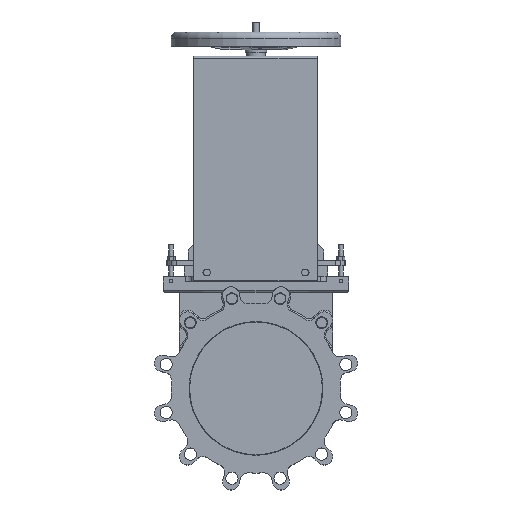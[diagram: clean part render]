
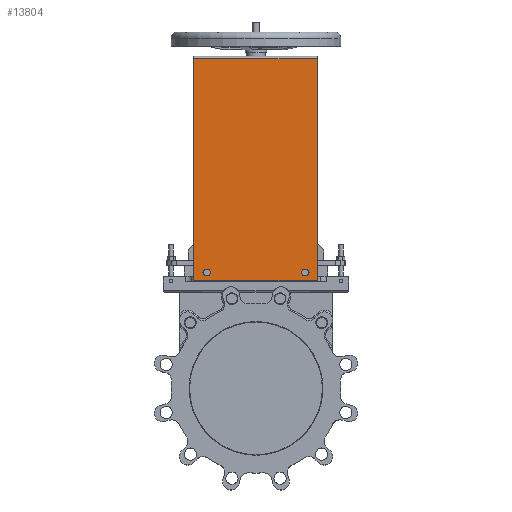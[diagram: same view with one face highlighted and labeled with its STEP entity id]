
A CAD part, top view. The second image highlights one B-rep face of the part: STEP entity #13804.
In plain terms, the highlighted planar face has unit normal (0, 0, 1).
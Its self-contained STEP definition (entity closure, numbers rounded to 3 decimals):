
#736=CIRCLE('',#14858,4.5);
#737=CIRCLE('',#14859,4.5);
#1340=FACE_BOUND('',#2389,.T.);
#1341=FACE_BOUND('',#2390,.T.);
#1566=FACE_OUTER_BOUND('',#2388,.T.);
#2388=EDGE_LOOP('',(#9312,#9313,#9314,#9315));
#2389=EDGE_LOOP('',(#9316));
#2390=EDGE_LOOP('',(#9317));
#3363=LINE('',#21424,#4378);
#3372=LINE('',#21447,#4387);
#3373=LINE('',#21450,#4388);
#3374=LINE('',#21451,#4389);
#4378=VECTOR('',#16840,10.);
#4387=VECTOR('',#16857,10.);
#4388=VECTOR('',#16860,10.);
#4389=VECTOR('',#16861,10.);
#5682=VERTEX_POINT('',#21421);
#5683=VERTEX_POINT('',#21423);
#5693=VERTEX_POINT('',#21445);
#5694=VERTEX_POINT('',#21449);
#5695=VERTEX_POINT('',#21452);
#5696=VERTEX_POINT('',#21454);
#7049=EDGE_CURVE('',#5682,#5683,#3363,.T.);
#7061=EDGE_CURVE('',#5693,#5682,#3372,.T.);
#7062=EDGE_CURVE('',#5694,#5693,#3373,.T.);
#7063=EDGE_CURVE('',#5683,#5694,#3374,.T.);
#7064=EDGE_CURVE('',#5695,#5695,#736,.T.);
#7065=EDGE_CURVE('',#5696,#5696,#737,.T.);
#9312=ORIENTED_EDGE('',*,*,#7061,.F.);
#9313=ORIENTED_EDGE('',*,*,#7062,.F.);
#9314=ORIENTED_EDGE('',*,*,#7063,.F.);
#9315=ORIENTED_EDGE('',*,*,#7049,.F.);
#9316=ORIENTED_EDGE('',*,*,#7064,.F.);
#9317=ORIENTED_EDGE('',*,*,#7065,.F.);
#12711=PLANE('',#14857);
#13804=ADVANCED_FACE('',(#1566,#1340,#1341),#12711,.F.);
#14857=AXIS2_PLACEMENT_3D('',#21448,#16858,#16859);
#14858=AXIS2_PLACEMENT_3D('',#21453,#16862,#16863);
#14859=AXIS2_PLACEMENT_3D('',#21455,#16864,#16865);
#16840=DIRECTION('',(0.,-1.,0.));
#16857=DIRECTION('',(1.,0.,0.));
#16858=DIRECTION('center_axis',(0.,0.,-1.));
#16859=DIRECTION('ref_axis',(-1.,0.,0.));
#16860=DIRECTION('',(0.,1.,0.));
#16861=DIRECTION('',(-1.,0.,0.));
#16862=DIRECTION('center_axis',(0.,0.,1.));
#16863=DIRECTION('ref_axis',(1.,0.,0.));
#16864=DIRECTION('center_axis',(0.,0.,1.));
#16865=DIRECTION('ref_axis',(1.,0.,0.));
#21421=CARTESIAN_POINT('',(114.972,620.304,38.));
#21423=CARTESIAN_POINT('',(114.972,202.304,38.));
#21424=CARTESIAN_POINT('',(114.972,622.304,38.));
#21445=CARTESIAN_POINT('',(-116.972,620.304,38.));
#21447=CARTESIAN_POINT('',(-1.,620.304,38.));
#21448=CARTESIAN_POINT('Origin',(-1.,412.304,38.));
#21449=CARTESIAN_POINT('',(-116.972,202.304,38.));
#21450=CARTESIAN_POINT('',(-116.972,622.304,38.));
#21451=CARTESIAN_POINT('',(114.972,202.304,38.));
#21452=CARTESIAN_POINT('',(-96.94,218.259,38.));
#21453=CARTESIAN_POINT('Origin',(-92.44,218.259,38.));
#21454=CARTESIAN_POINT('',(87.94,218.259,38.));
#21455=CARTESIAN_POINT('Origin',(92.44,218.259,38.));
